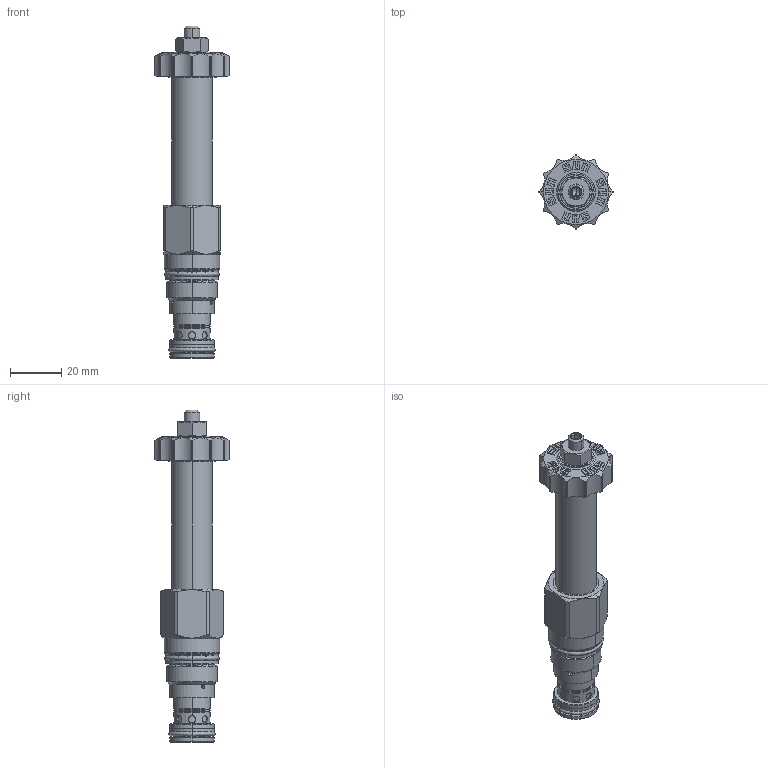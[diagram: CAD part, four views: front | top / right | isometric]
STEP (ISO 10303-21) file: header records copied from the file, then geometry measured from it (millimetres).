
FILE_DESCRIPTION((''),'2;1');
FILE_NAME('RPEILAN_SW','2022-11-04T11:12:59',('SigMax'),(''),'CREO PARAMETRIC BY PTC INC, 2021072','CREO PARAMETRIC BY PTC INC, 2021072','');
FILE_SCHEMA(('AUTOMOTIVE_DESIGN { 1 0 10303 214 1 1 1 1 }'));
Length unit declared in the file: inch
Products named in the file (1): RPEILAN_SW
Bounding box: 29.21 x 29.21 x 130.07 mm (x, y, z)
Volume: 33969 mm3; surface area: 12721.3 mm2
Topology: 2 solids, 2 shells, 465 faces, 1185 edges, 748 vertices
Faces by surface type: plane 191, cylinder 156, cone 82, torus 26, revolution 10
Entity records: 19716 total; most frequent: CARTESIAN_POINT 5294, ORIENTED_EDGE 2366, DIRECTION 2237, EDGE_CURVE 1183, AXIS2_PLACEMENT_3D 803, VERTEX_POINT 748, VECTOR 621, LINE 621
